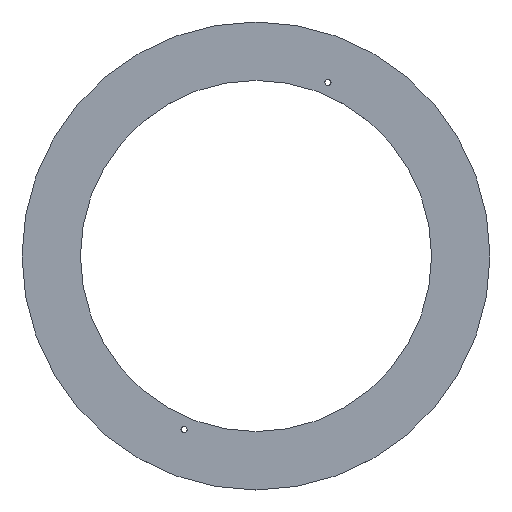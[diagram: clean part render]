
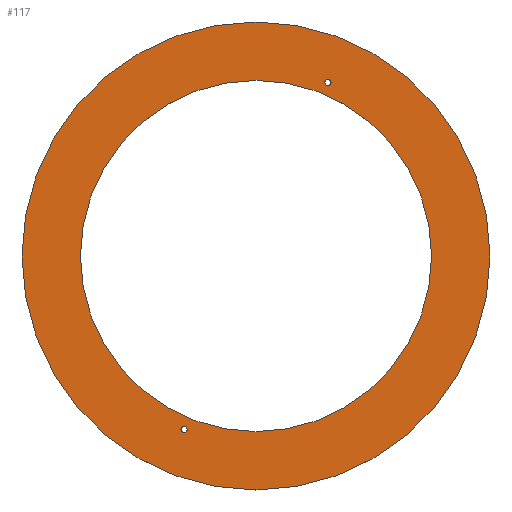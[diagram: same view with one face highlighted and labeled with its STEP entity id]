
A CAD part, top view. The second image highlights one B-rep face of the part: STEP entity #117.
In plain terms, the highlighted planar face has unit normal (0, 0, 1).
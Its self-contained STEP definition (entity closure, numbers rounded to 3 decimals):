
#23=FACE_BOUND('',#42,.T.);
#24=FACE_BOUND('',#43,.T.);
#25=FACE_BOUND('',#44,.T.);
#29=PLANE('',#147);
#35=FACE_OUTER_BOUND('',#41,.T.);
#41=EDGE_LOOP('',(#101));
#42=EDGE_LOOP('',(#102));
#43=EDGE_LOOP('',(#103));
#44=EDGE_LOOP('',(#104));
#57=CIRCLE('',#136,1.1);
#59=CIRCLE('',#139,62.5);
#61=CIRCLE('',#142,1.1);
#63=CIRCLE('',#145,83.3);
#65=VERTEX_POINT('',#197);
#67=VERTEX_POINT('',#203);
#69=VERTEX_POINT('',#209);
#71=VERTEX_POINT('',#215);
#73=EDGE_CURVE('',#65,#65,#57,.T.);
#76=EDGE_CURVE('',#67,#67,#59,.T.);
#79=EDGE_CURVE('',#69,#69,#61,.T.);
#82=EDGE_CURVE('',#71,#71,#63,.T.);
#101=ORIENTED_EDGE('',*,*,#82,.T.);
#102=ORIENTED_EDGE('',*,*,#79,.T.);
#103=ORIENTED_EDGE('',*,*,#76,.T.);
#104=ORIENTED_EDGE('',*,*,#73,.T.);
#117=ADVANCED_FACE('',(#35,#23,#24,#25),#29,.T.);
#136=AXIS2_PLACEMENT_3D('',#198,#159,#160);
#139=AXIS2_PLACEMENT_3D('',#204,#166,#167);
#142=AXIS2_PLACEMENT_3D('',#210,#173,#174);
#145=AXIS2_PLACEMENT_3D('',#216,#180,#181);
#147=AXIS2_PLACEMENT_3D('',#220,#185,#186);
#159=DIRECTION('center_axis',(0.,0.,-1.));
#160=DIRECTION('ref_axis',(1.,0.,0.));
#166=DIRECTION('center_axis',(0.,0.,-1.));
#167=DIRECTION('ref_axis',(1.,0.,0.));
#173=DIRECTION('center_axis',(0.,0.,-1.));
#174=DIRECTION('ref_axis',(1.,0.,0.));
#180=DIRECTION('center_axis',(0.,0.,1.));
#181=DIRECTION('ref_axis',(1.,0.,0.));
#185=DIRECTION('center_axis',(0.,0.,1.));
#186=DIRECTION('ref_axis',(1.,0.,0.));
#197=CARTESIAN_POINT('',(24.502,-198.192,1024.4));
#198=CARTESIAN_POINT('Origin',(25.602,-198.192,1024.4));
#203=CARTESIAN_POINT('',(-62.5,-260.,1024.4));
#204=CARTESIAN_POINT('Origin',(0.,-260.,1024.4));
#209=CARTESIAN_POINT('',(-26.702,-321.808,1024.4));
#210=CARTESIAN_POINT('Origin',(-25.602,-321.808,1024.4));
#215=CARTESIAN_POINT('',(-83.3,-260.,1024.4));
#216=CARTESIAN_POINT('Origin',(0.,-260.,1024.4));
#220=CARTESIAN_POINT('Origin',(0.,-260.,1024.4));
